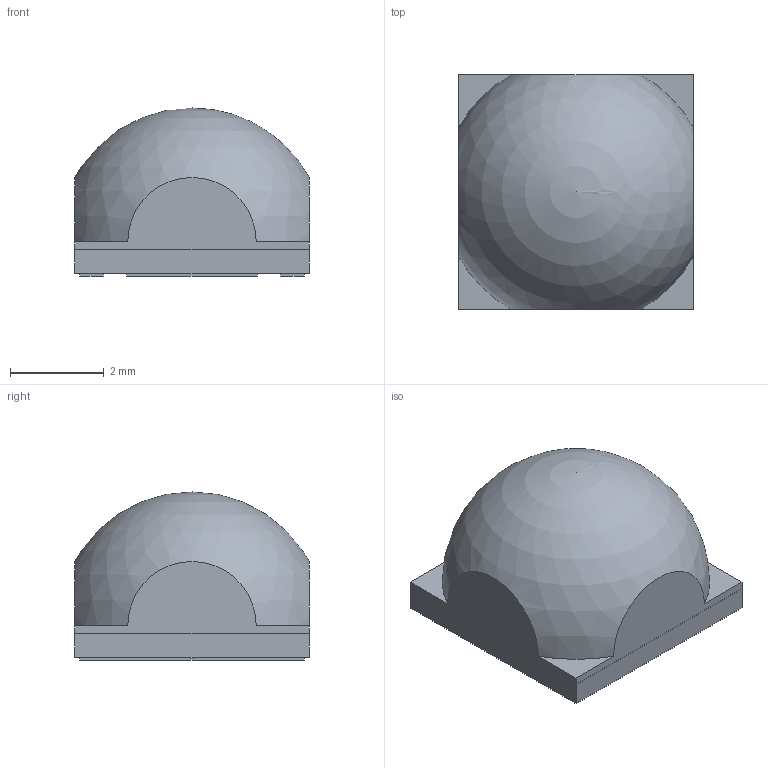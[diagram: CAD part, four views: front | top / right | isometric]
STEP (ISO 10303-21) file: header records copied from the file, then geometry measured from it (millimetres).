
FILE_DESCRIPTION(('FreeCAD Model'),'2;1');
FILE_NAME('Open CASCADE Shape Model','2025-05-30T09:37:29',( 'kicad StepUp'),('ksu MCAD'),'Open CASCADE STEP processor 7.8', 'FreeCAD','Unknown');
FILE_SCHEMA(('AUTOMOTIVE_DESIGN { 1 0 10303 214 1 1 1 1 }'));
Length unit declared in the file: millimetre
Products named in the file (1): LED_Cree-XHP50_3V_HighDensity
Bounding box: 5 x 5 x 3.58 mm (x, y, z)
Volume: 64.2 mm3; surface area: 93.1 mm2
Topology: 1 solids, 1 shells, 49 faces, 119 edges, 78 vertices
Faces by surface type: plane 48, sphere 1
Entity records: 1871 total; most frequent: CARTESIAN_POINT 246, ORIENTED_EDGE 236, DIRECTION 228, EDGE_CURVE 118, LINE 108, VECTOR 108, VERTEX_POINT 78, AXIS2_PLACEMENT_3D 60
